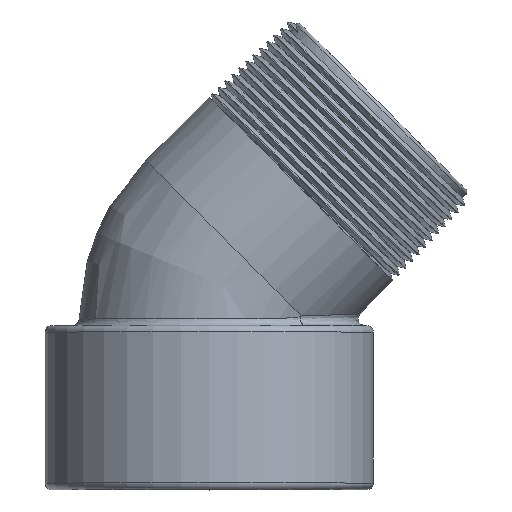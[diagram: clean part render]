
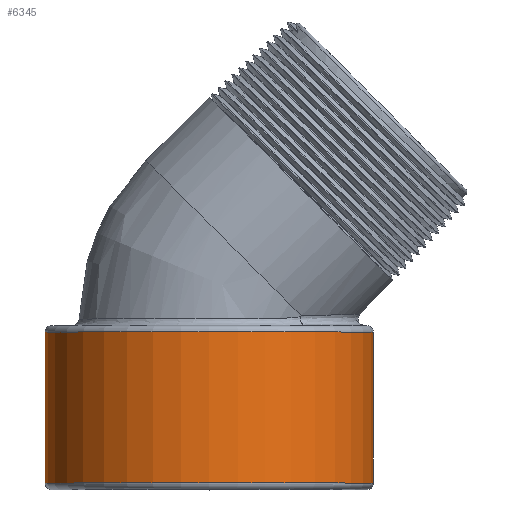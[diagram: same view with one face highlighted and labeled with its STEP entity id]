
A CAD part, top view. The second image highlights one B-rep face of the part: STEP entity #6345.
In plain terms, the highlighted cylindrical face has radius 38.1 mm (diameter 76.2 mm), a full revolution.
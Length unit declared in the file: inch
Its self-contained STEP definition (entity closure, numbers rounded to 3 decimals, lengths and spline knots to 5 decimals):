
#876=FACE_BOUND($,#1338,.T.);
#931=CYLINDRICAL_SURFACE($,#6748,1.5);
#949=FACE_OUTER_BOUND($,#1337,.T.);
#1337=EDGE_LOOP($,(#4189));
#1338=EDGE_LOOP($,(#4190));
#1772=CIRCLE($,#6749,1.5);
#1773=CIRCLE($,#6750,1.5);
#2480=VERTEX_POINT($,#9837);
#2481=VERTEX_POINT($,#9839);
#3164=EDGE_CURVE($,#2480,#2480,#1772,.T.);
#3165=EDGE_CURVE($,#2481,#2481,#1773,.T.);
#4189=ORIENTED_EDGE($,*,*,#3164,.F.);
#4190=ORIENTED_EDGE($,*,*,#3165,.F.);
#6345=ADVANCED_FACE($,(#949,#876),#931,.T.);
#6748=AXIS2_PLACEMENT_3D($,#9836,#6991,#6992);
#6749=AXIS2_PLACEMENT_3D($,#9838,#6993,#6994);
#6750=AXIS2_PLACEMENT_3D($,#9840,#6995,#6996);
#6991=DIRECTION('center_axis',(0.,1.,0.));
#6992=DIRECTION('ref_axis',(-1.,0.,0.));
#6993=DIRECTION('center_axis',(0.,1.,0.));
#6994=DIRECTION('ref_axis',(1.,0.,0.));
#6995=DIRECTION('center_axis',(0.,-1.,0.));
#6996=DIRECTION('ref_axis',(1.,0.,0.));
#9836=CARTESIAN_POINT('Origin',(0.,-0.79,0.));
#9837=CARTESIAN_POINT('',(-1.5,-0.1,0.));
#9838=CARTESIAN_POINT('Origin',(0.,-0.1,0.));
#9839=CARTESIAN_POINT('',(-1.5,-1.48,0.));
#9840=CARTESIAN_POINT('Origin',(0.,-1.48,0.));
